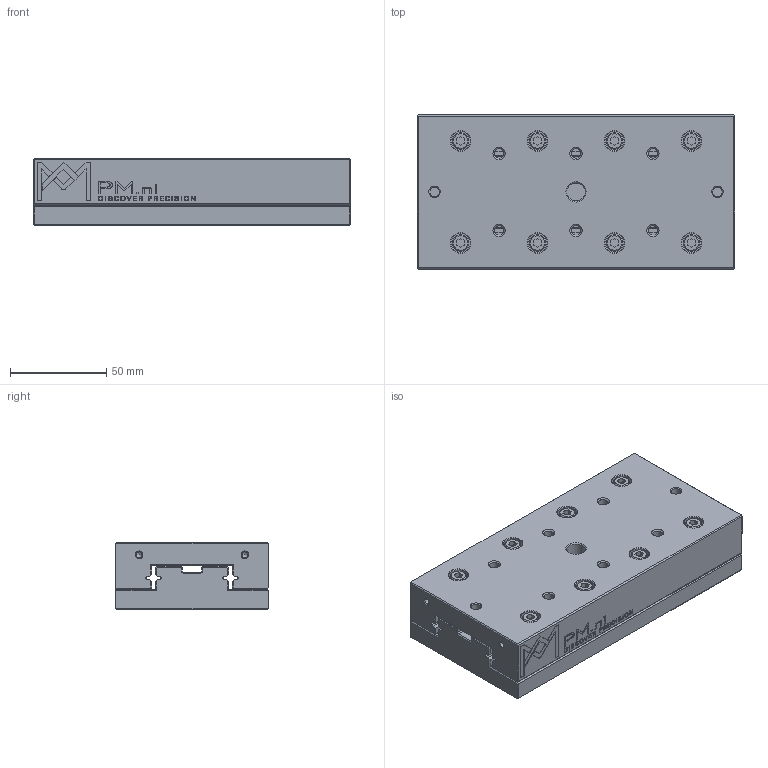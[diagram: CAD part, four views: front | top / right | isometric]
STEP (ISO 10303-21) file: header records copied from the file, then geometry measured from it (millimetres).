
FILE_DESCRIPTION(/* description */ (''),/* implementation_level */ '2;1');
FILE_NAME(/* name */ 'RT-4160_stp.stp',/* time_stamp */ '2024-10-04T13:51:21+02:00',/* author */ (''),/* organization */ (''),/* preprocessor_version */ 'ST-DEVELOPER v16.7',/* originating_system */ 'SIEMENS PLM Software NX 12.0',/* authorisation */ '');
FILE_SCHEMA (('AUTOMOTIVE_DESIGN { 1 0 10303 214 3 1 1 1 }'));
Length unit declared in the file: millimetre
Products named in the file (1): RT-4160_stp
Bounding box: 165 x 80 x 35 mm (x, y, z)
Volume: 432224 mm3; surface area: 88239.6 mm2
Topology: 2 solids, 2 shells, 1027 faces, 2564 edges, 1661 vertices
Faces by surface type: plane 715, bspline 180, cone 69, cylinder 63
Full cylindrical faces by diameter (mm): 3 x4, 5 x12, 5.5 x4, 8.5 x16, 9.5 x1, 10 x20
Entity records: 34416 total; most frequent: CARTESIAN_POINT 7579, ORIENTED_EDGE 4844, DIRECTION 3955, EDGE_CURVE 2422, LINE 1865, VECTOR 1865, VERTEX_POINT 1645, EDGE_LOOP 1295
